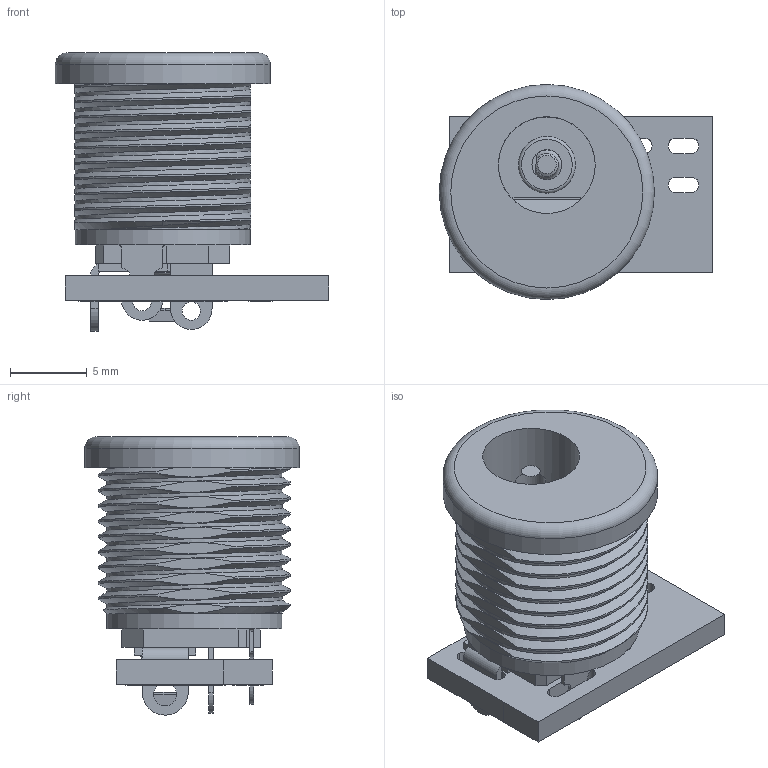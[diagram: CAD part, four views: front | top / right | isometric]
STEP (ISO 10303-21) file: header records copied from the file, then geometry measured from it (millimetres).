
FILE_DESCRIPTION(('FreeCAD Model'),'2;1');
FILE_NAME('#600-000 - Power Jack PCBA.step','2019-12-07T17:28:57' ,('Author'),(''),'Open CASCADE STEP processor 7.3','FreeCAD','Unknown' );
FILE_SCHEMA(('AUTOMOTIVE_DESIGN { 1 0 10303 214 1 1 1 1 }'));
Length unit declared in the file: millimetre
Products named in the file (13): #600-000_-_Power_Jack_PCBA; Board_Geoms; Local_CS; Pcb; Open CASCADE STEP translator 7.3 25.1.2.1; PCB_Sketch; topTracks; botTracks; Step_Models; Top; J2_NEB/J_21_C_5DAF4B12; Bot; Q1_MCH6341-TL-W_5DAF49BA
Assembly tree (12 placements, depth 4):
  #600-000_-_Power_Jack_PCBA
    Board_Geoms
      Local_CS
      Pcb
        Open CASCADE STEP translator 7.3 25.1.2.1
      PCB_Sketch
      topTracks
      botTracks
    Step_Models
      Top
        J2_NEB/J_21_C_5DAF4B12
      Bot
        Q1_MCH6341-TL-W_5DAF49BA
Bounding box: 17.8 x 14 x 18.1 mm (x, y, z)
Volume: 1338.3 mm3; surface area: 2408.3 mm2
Topology: 3 solids, 17 shells, 583 faces, 1998 edges, 1458 vertices
Faces by surface type: plane 371, cylinder 94, extrusion 89, bspline 17, cone 6, torus 5, revolution 1
Full cylindrical faces by diameter (mm): 0.203 x1, 1 x2, 1.2 x2, 1.5 x2, 1.95 x2, 2.1 x1, 3.7 x1, 6.3 x1, 11.4 x1, 14 x1
Entity records: 33722 total; most frequent: CARTESIAN_POINT 12892, ORIENTED_EDGE 3585, DIRECTION 2943, EDGE_CURVE 1991, VECTOR 1580, LINE 1491, VERTEX_POINT 1446, AXIS2_PLACEMENT_3D 681
